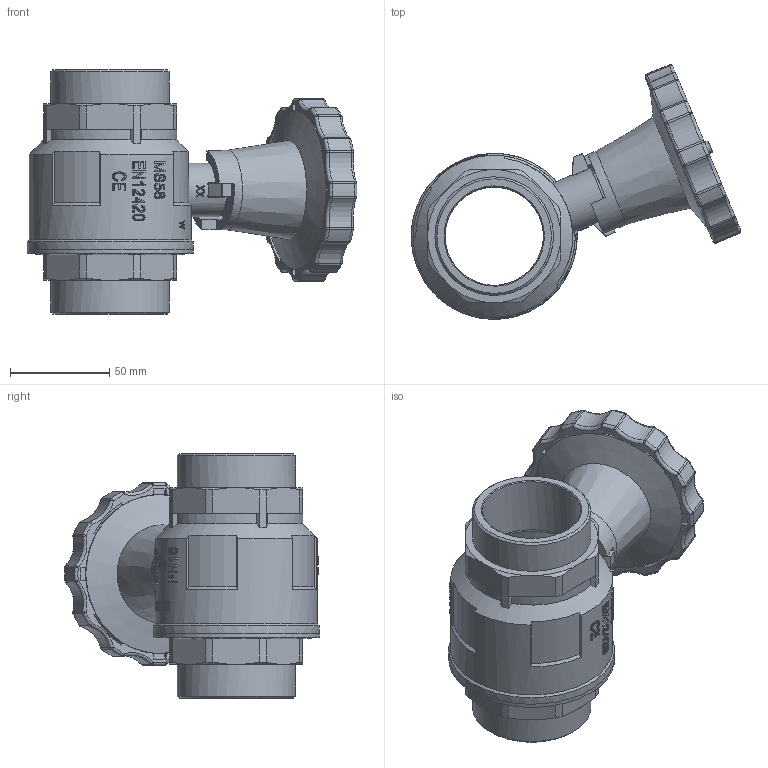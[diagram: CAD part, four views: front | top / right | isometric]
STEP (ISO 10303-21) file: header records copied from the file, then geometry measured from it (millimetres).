
FILE_DESCRIPTION(/* description */ ('Unknown'),/* implementation_level */ '2;1');
FILE_NAME(/* name */ '692-09',/* time_stamp */ '2022-06-13T12:54:50+02:00',/* author */ ('Unknown'),/* organization */ ('Unknown'),/* preprocessor_version */ 'ST-DEVELOPER v16.7',/* originating_system */ 'Solid Edge',/* authorisation */ 'Unknown');
FILE_SCHEMA (('AP242_MANAGED_MODEL_BASED_3D_ENGINEERING_MIM_LF { 1 0 10303 442 1 1 4 }','AUTOMOTIVE_DESIGN {1 0 10303 214 3 1 1}'));
Length unit declared in the file: millimetre
Products named in the file (12): 692-09; 620-2_oa_0; 600-2-Spindel-co_oa_1; 600-2-Stopfbuchse; 600-2-Spindel; 620-2_Einschraubteil; 620-2_Körper; 98000690-09; WDB-03; WDB-01; VT0899433509-02; WDB-02-09
Assembly tree (11 placements, depth 4):
  692-09
    620-2_oa_0
      600-2-Spindel-co_oa_1
        600-2-Stopfbuchse
        600-2-Spindel
      620-2_Einschraubteil
      620-2_Körper
    98000690-09
      WDB-03
      WDB-01
      VT0899433509-02
      WDB-02-09
Bounding box: 165.83 x 128.07 x 122.99 mm (x, y, z)
Volume: 204732.3 mm3; surface area: 132110 mm2
Topology: 6 solids, 8 shells, 1567 faces, 4252 edges, 2773 vertices
Faces by surface type: plane 1167, cylinder 207, cone 75, torus 58, sphere 50, bspline 10
Full cylindrical faces by diameter (mm): 6 x2, 11.8 x1, 12.5 x4, 16 x2, 16.1 x1, 16.5 x1, 17 x1, 18 x1, 19 x1, 20 x1, 20.5 x1, 20.52 x1, 22 x1, 22.5 x1, 23 x1, 27 x1, 30.5 x1, 40 x1, 49.5 x2, 59.614 x2, 62 x2, 75 x1, 76 x1, 77 x1, 77.08 x1, 77.5 x1, 80 x3, 81.5 x1, 83.5 x2
Entity records: 63274 total; most frequent: CARTESIAN_POINT 13723, DIRECTION 9527, ORIENTED_EDGE 8310, EDGE_CURVE 4160, AXIS2_PLACEMENT_3D 3954, VERTEX_POINT 2744, EDGE_LOOP 1708, FACE_BOUND 1708
